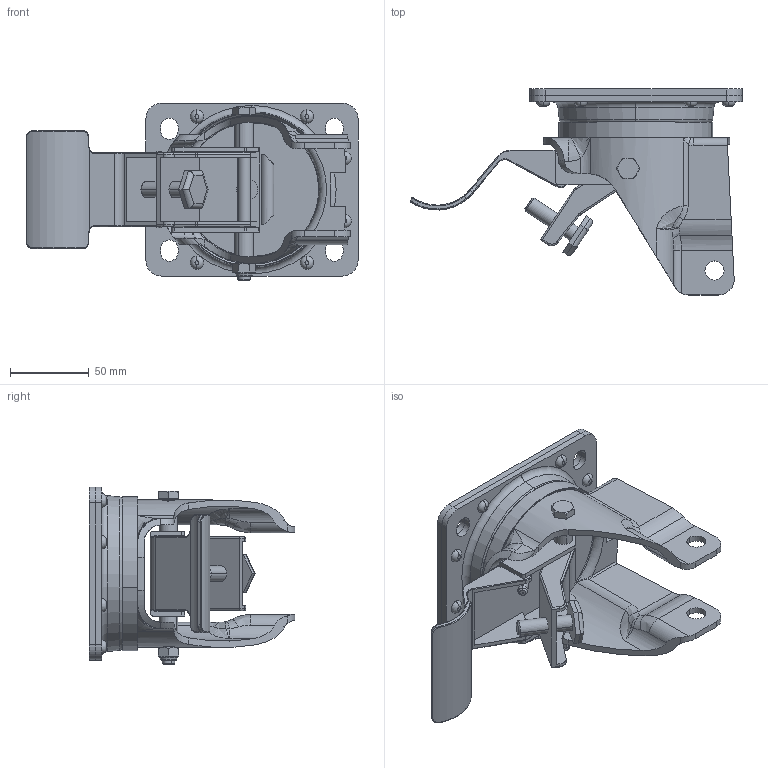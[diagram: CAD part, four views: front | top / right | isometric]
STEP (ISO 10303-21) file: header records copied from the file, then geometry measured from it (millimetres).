
FILE_DESCRIPTION (( 'STEP AP214' ), '1' );
FILE_NAME ('0019380BRL.step', '2023-05-11T12:54:26', ( '' ), ( '' ), 'SwSTEP 2.0', 'SolidWorks 2020', '' );
FILE_SCHEMA (( 'AUTOMOTIVE_DESIGN' ));
Length unit declared in the file: millimetre
Products named in the file (1): 0019380BRL
Bounding box: 211.3 x 131 x 113 mm (x, y, z)
Surface area: 128044 mm2 (no closed solid volume)
Topology: 0 solids, 13 shells, 469 faces, 1215 edges, 769 vertices
Faces by surface type: cylinder 181, plane 150, torus 56, bspline 50, cone 27, sphere 5
Entity records: 22491 total; most frequent: CARTESIAN_POINT 6263, DIRECTION 2341, ORIENTED_EDGE 2208, EDGE_CURVE 1198, AXIS2_PLACEMENT_3D 931, VERTEX_POINT 767, EDGE_LOOP 529, CIRCLE 511
